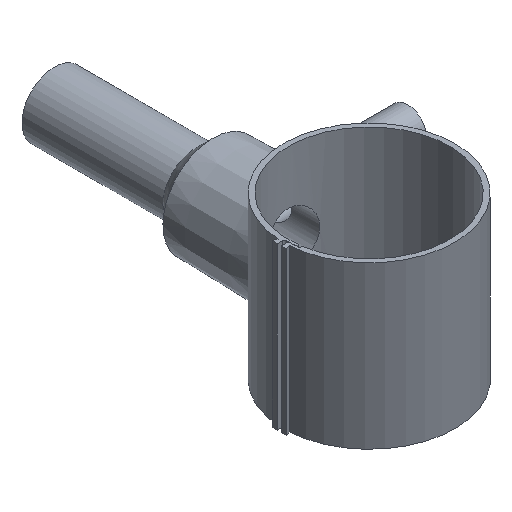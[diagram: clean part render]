
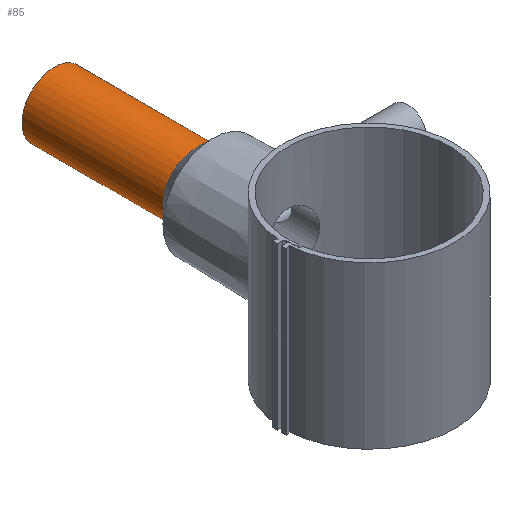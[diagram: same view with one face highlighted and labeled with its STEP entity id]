
A CAD part, isometric view. The second image highlights one B-rep face of the part: STEP entity #85.
In plain terms, the highlighted cylindrical face has radius 28 mm (diameter 56 mm), a full revolution.
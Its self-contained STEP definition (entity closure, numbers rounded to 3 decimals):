
#85 = ADVANCED_FACE( '', ( #183, #184 ), #185, .T. );
#183 = FACE_OUTER_BOUND( '', #292, .T. );
#184 = FACE_OUTER_BOUND( '', #293, .T. );
#185 = CYLINDRICAL_SURFACE( '', #294, 28. );
#292 = EDGE_LOOP( '', ( #464 ) );
#293 = EDGE_LOOP( '', ( #465 ) );
#294 = AXIS2_PLACEMENT_3D( '', #466, #467, #468 );
#464 = ORIENTED_EDGE( '', *, *, #599, .F. );
#465 = ORIENTED_EDGE( '', *, *, #588, .T. );
#466 = CARTESIAN_POINT( '', ( 0., 0., 0. ) );
#467 = DIRECTION( '', ( 0., 1., 0. ) );
#468 = DIRECTION( '', ( 0., 0., -1. ) );
#588 = EDGE_CURVE( '', #688, #688, #689, .T. );
#599 = EDGE_CURVE( '', #707, #707, #708, .T. );
#688 = VERTEX_POINT( '', #926 );
#689 = CIRCLE( '', #927, 28. );
#707 = VERTEX_POINT( '', #949 );
#708 = CIRCLE( '', #950, 28. );
#926 = CARTESIAN_POINT( '', ( 0., 273., -28. ) );
#927 = AXIS2_PLACEMENT_3D( '', #1417, #1418, #1419 );
#949 = CARTESIAN_POINT( '', ( 0., 150.8, -28. ) );
#950 = AXIS2_PLACEMENT_3D( '', #1433, #1434, #1435 );
#1417 = CARTESIAN_POINT( '', ( 0., 273., 0. ) );
#1418 = DIRECTION( '', ( 0., -1., 0. ) );
#1419 = DIRECTION( '', ( 0., 0., -1. ) );
#1433 = CARTESIAN_POINT( '', ( 0., 150.8, 0. ) );
#1434 = DIRECTION( '', ( 0., -1., 0. ) );
#1435 = DIRECTION( '', ( 0., 0., -1. ) );
